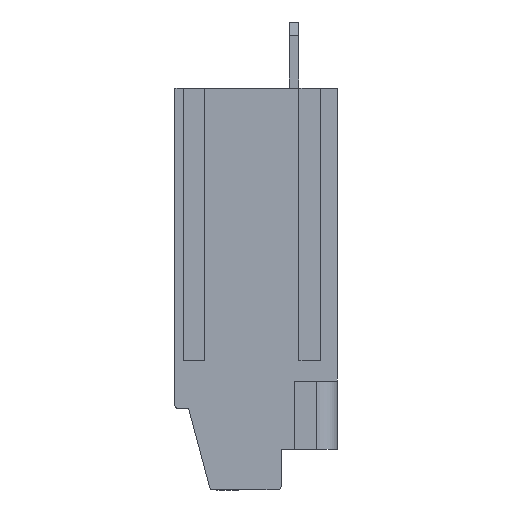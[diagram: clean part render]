
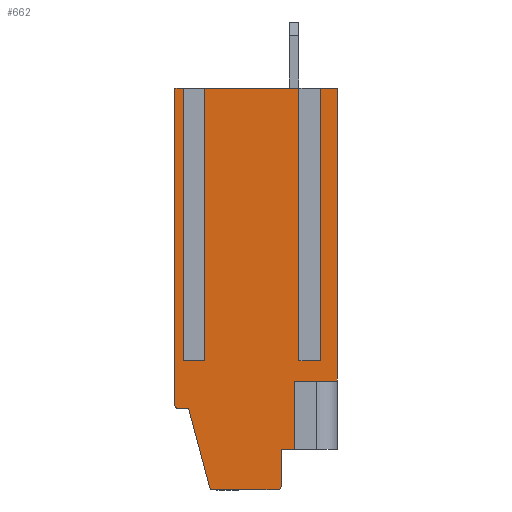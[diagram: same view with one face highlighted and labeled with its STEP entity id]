
A CAD part, left-side view. The second image highlights one B-rep face of the part: STEP entity #662.
In plain terms, the highlighted planar face has unit normal (-1, 0, 0).
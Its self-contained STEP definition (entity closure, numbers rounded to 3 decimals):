
#662 = ADVANCED_FACE( '', ( #1417 ), #1418, .T. );
#1417 = FACE_OUTER_BOUND( '', #2230, .T. );
#1418 = PLANE( '', #2231 );
#2230 = EDGE_LOOP( '', ( #4200, #4201, #4202, #4203, #4204, #4205, #4206, #4207, #4208, #4209, #4210, #4211, #4212, #4213, #4214, #4215, #4216, #4217, #4218, #4219, #4220 ) );
#2231 = AXIS2_PLACEMENT_3D( '', #4221, #4222, #4223 );
#4200 = ORIENTED_EDGE( '', *, *, #5616, .T. );
#4201 = ORIENTED_EDGE( '', *, *, #5617, .F. );
#4202 = ORIENTED_EDGE( '', *, *, #5618, .F. );
#4203 = ORIENTED_EDGE( '', *, *, #5579, .F. );
#4204 = ORIENTED_EDGE( '', *, *, #5098, .F. );
#4205 = ORIENTED_EDGE( '', *, *, #5101, .F. );
#4206 = ORIENTED_EDGE( '', *, *, #5251, .T. );
#4207 = ORIENTED_EDGE( '', *, *, #5578, .F. );
#4208 = ORIENTED_EDGE( '', *, *, #5242, .F. );
#4209 = ORIENTED_EDGE( '', *, *, #5548, .F. );
#4210 = ORIENTED_EDGE( '', *, *, #5619, .T. );
#4211 = ORIENTED_EDGE( '', *, *, #5576, .F. );
#4212 = ORIENTED_EDGE( '', *, *, #5372, .F. );
#4213 = ORIENTED_EDGE( '', *, *, #5391, .T. );
#4214 = ORIENTED_EDGE( '', *, *, #5332, .F. );
#4215 = ORIENTED_EDGE( '', *, *, #5491, .T. );
#4216 = ORIENTED_EDGE( '', *, *, #5620, .T. );
#4217 = ORIENTED_EDGE( '', *, *, #5412, .F. );
#4218 = ORIENTED_EDGE( '', *, *, #5511, .T. );
#4219 = ORIENTED_EDGE( '', *, *, #5608, .F. );
#4220 = ORIENTED_EDGE( '', *, *, #5483, .T. );
#4221 = CARTESIAN_POINT( '', ( -7.111, 64.274, -29.5 ) );
#4222 = DIRECTION( '', ( -1., 0., 0. ) );
#4223 = DIRECTION( '', ( 0., -1., 0. ) );
#5098 = EDGE_CURVE( '', #6247, #6249, #6250, .F. );
#5101 = EDGE_CURVE( '', #6253, #6247, #6254, .T. );
#5242 = EDGE_CURVE( '', #6468, #6463, #6470, .F. );
#5251 = EDGE_CURVE( '', #6253, #6483, #6484, .F. );
#5332 = EDGE_CURVE( '', #6604, #6599, #6606, .F. );
#5372 = EDGE_CURVE( '', #6660, #6662, #6663, .F. );
#5391 = EDGE_CURVE( '', #6660, #6599, #6687, .T. );
#5412 = EDGE_CURVE( '', #6714, #6709, #6716, .F. );
#5483 = EDGE_CURVE( '', #6799, #6817, #6819, .T. );
#5491 = EDGE_CURVE( '', #6604, #6829, #6831, .T. );
#5511 = EDGE_CURVE( '', #6714, #6854, #6856, .T. );
#5548 = EDGE_CURVE( '', #6904, #6468, #6906, .T. );
#5576 = EDGE_CURVE( '', #6662, #6937, #6938, .T. );
#5578 = EDGE_CURVE( '', #6463, #6483, #6940, .T. );
#5579 = EDGE_CURVE( '', #6249, #6941, #6942, .T. );
#5608 = EDGE_CURVE( '', #6799, #6854, #6973, .T. );
#5616 = EDGE_CURVE( '', #6817, #6981, #6982, .T. );
#5617 = EDGE_CURVE( '', #6983, #6981, #6984, .F. );
#5618 = EDGE_CURVE( '', #6941, #6983, #6985, .T. );
#5619 = EDGE_CURVE( '', #6904, #6937, #6986, .F. );
#5620 = EDGE_CURVE( '', #6829, #6709, #6987, .T. );
#6247 = VERTEX_POINT( '', #7871 );
#6249 = VERTEX_POINT( '', #7874 );
#6250 = LINE( '', #7875, #7876 );
#6253 = VERTEX_POINT( '', #7880 );
#6254 = LINE( '', #7881, #7882 );
#6463 = VERTEX_POINT( '', #8222 );
#6468 = VERTEX_POINT( '', #8229 );
#6470 = LINE( '', #8232, #8233 );
#6483 = VERTEX_POINT( '', #8252 );
#6484 = LINE( '', #8253, #8254 );
#6599 = VERTEX_POINT( '', #8436 );
#6604 = VERTEX_POINT( '', #8443 );
#6606 = LINE( '', #8446, #8447 );
#6660 = VERTEX_POINT( '', #8526 );
#6662 = VERTEX_POINT( '', #8529 );
#6663 = LINE( '', #8530, #8531 );
#6687 = CIRCLE( '', #8567, 0.3 );
#6709 = VERTEX_POINT( '', #8600 );
#6714 = VERTEX_POINT( '', #8607 );
#6716 = LINE( '', #8610, #8611 );
#6799 = VERTEX_POINT( '', #8730 );
#6817 = VERTEX_POINT( '', #8756 );
#6819 = LINE( '', #8759, #8760 );
#6829 = VERTEX_POINT( '', #8775 );
#6831 = LINE( '', #8778, #8779 );
#6854 = VERTEX_POINT( '', #8812 );
#6856 = CIRCLE( '', #8815, 0.3 );
#6904 = VERTEX_POINT( '', #8895 );
#6906 = LINE( '', #8898, #8899 );
#6937 = VERTEX_POINT( '', #8948 );
#6938 = LINE( '', #8949, #8950 );
#6940 = LINE( '', #8953, #8954 );
#6941 = VERTEX_POINT( '', #8955 );
#6942 = LINE( '', #8956, #8957 );
#6973 = LINE( '', #9004, #9005 );
#6981 = VERTEX_POINT( '', #9015 );
#6982 = LINE( '', #9016, #9017 );
#6983 = VERTEX_POINT( '', #9018 );
#6984 = LINE( '', #9019, #9020 );
#6985 = LINE( '', #9021, #9022 );
#6986 = LINE( '', #9023, #9024 );
#6987 = CIRCLE( '', #9025, 0.3 );
#7871 = CARTESIAN_POINT( '', ( -7.111, 61.186, -20. ) );
#7874 = CARTESIAN_POINT( '', ( -7.111, 61.186, 0. ) );
#7875 = CARTESIAN_POINT( '', ( -7.111, 61.186, -29.5 ) );
#7876 = VECTOR( '', #9481, 1000. );
#7880 = CARTESIAN_POINT( '', ( -7.111, 61.515, -20. ) );
#7881 = CARTESIAN_POINT( '', ( -7.111, 60.81, -20. ) );
#7882 = VECTOR( '', #9483, 1000. );
#8222 = CARTESIAN_POINT( '', ( -7.111, 69.686, 0. ) );
#8229 = CARTESIAN_POINT( '', ( -7.111, 69.686, -20. ) );
#8232 = CARTESIAN_POINT( '', ( -7.111, 69.686, -29.5 ) );
#8233 = VECTOR( '', #9610, 1000. );
#8252 = CARTESIAN_POINT( '', ( -7.111, 61.515, 0. ) );
#8253 = CARTESIAN_POINT( '', ( -7.111, 61.515, -8.5 ) );
#8254 = VECTOR( '', #9617, 1000. );
#8436 = CARTESIAN_POINT( '', ( -7.111, 70.95, -23.55 ) );
#8443 = CARTESIAN_POINT( '', ( -7.111, 70.25, -23.55 ) );
#8446 = CARTESIAN_POINT( '', ( -7.111, 71.05, -23.55 ) );
#8447 = VECTOR( '', #9696, 1000. );
#8526 = CARTESIAN_POINT( '', ( -7.111, 71.25, -23.25 ) );
#8529 = CARTESIAN_POINT( '', ( -7.111, 71.25, 0. ) );
#8530 = CARTESIAN_POINT( '', ( -7.111, 71.25, -5.7 ) );
#8531 = VECTOR( '', #9735, 1000. );
#8567 = AXIS2_PLACEMENT_3D( '', #9751, #9752, #9753 );
#8600 = CARTESIAN_POINT( '', ( -7.111, 68.426, -29.5 ) );
#8607 = CARTESIAN_POINT( '', ( -7.111, 63.75, -29.5 ) );
#8610 = CARTESIAN_POINT( '', ( -7.111, 68.367, -29.5 ) );
#8611 = VECTOR( '', #9768, 1000. );
#8730 = CARTESIAN_POINT( '', ( -7.111, 63.45, -26.5 ) );
#8756 = CARTESIAN_POINT( '', ( -7.111, 62.45, -26.5 ) );
#8759 = CARTESIAN_POINT( '', ( -7.111, 63.45, -26.5 ) );
#8760 = VECTOR( '', #9838, 1000. );
#8775 = CARTESIAN_POINT( '', ( -7.111, 68.715, -29.278 ) );
#8778 = CARTESIAN_POINT( '', ( -7.111, 68.362, -30.595 ) );
#8779 = VECTOR( '', #9845, 1000. );
#8812 = CARTESIAN_POINT( '', ( -7.111, 63.45, -29.2 ) );
#8815 = AXIS2_PLACEMENT_3D( '', #9863, #9864, #9865 );
#8895 = CARTESIAN_POINT( '', ( -7.111, 70.015, -20. ) );
#8898 = CARTESIAN_POINT( '', ( -7.111, 69.32, -20. ) );
#8899 = VECTOR( '', #9898, 1000. );
#8948 = CARTESIAN_POINT( '', ( -7.111, 70.015, 0. ) );
#8949 = CARTESIAN_POINT( '', ( -7.111, 69.184, 0. ) );
#8950 = VECTOR( '', #9917, 1000. );
#8953 = CARTESIAN_POINT( '', ( -7.111, 69.184, 0. ) );
#8954 = VECTOR( '', #9919, 1000. );
#8955 = CARTESIAN_POINT( '', ( -7.111, 59.35, 0. ) );
#8956 = CARTESIAN_POINT( '', ( -7.111, 69.184, 0. ) );
#8957 = VECTOR( '', #9920, 1000. );
#9004 = CARTESIAN_POINT( '', ( -7.111, 63.45, -29.5 ) );
#9005 = VECTOR( '', #9937, 1000. );
#9015 = CARTESIAN_POINT( '', ( -7.111, 62.45, -21.5 ) );
#9016 = CARTESIAN_POINT( '', ( -7.111, 62.45, -25.525 ) );
#9017 = VECTOR( '', #9940, 1000. );
#9018 = CARTESIAN_POINT( '', ( -7.111, 59.35, -21.5 ) );
#9019 = CARTESIAN_POINT( '', ( -7.111, 71.05, -21.5 ) );
#9020 = VECTOR( '', #9941, 1000. );
#9021 = CARTESIAN_POINT( '', ( -7.111, 59.35, -29.5 ) );
#9022 = VECTOR( '', #9942, 1000. );
#9023 = CARTESIAN_POINT( '', ( -7.111, 70.015, -8.5 ) );
#9024 = VECTOR( '', #9943, 1000. );
#9025 = AXIS2_PLACEMENT_3D( '', #9944, #9945, #9946 );
#9481 = DIRECTION( '', ( 0., 0., -1. ) );
#9483 = DIRECTION( '', ( 0., -1., 0. ) );
#9610 = DIRECTION( '', ( 0., 0., -1. ) );
#9617 = DIRECTION( '', ( 0., 0., -1. ) );
#9696 = DIRECTION( '', ( 0., -1., 0. ) );
#9735 = DIRECTION( '', ( 0., 0., -1. ) );
#9751 = CARTESIAN_POINT( '', ( -7.111, 70.95, -23.25 ) );
#9752 = DIRECTION( '', ( -1., 0., 0. ) );
#9753 = DIRECTION( '', ( 0., -1., 0. ) );
#9768 = DIRECTION( '', ( 0., -1., 0. ) );
#9838 = DIRECTION( '', ( 0., -1., 0. ) );
#9845 = DIRECTION( '', ( 0., -0.259, -0.966 ) );
#9863 = CARTESIAN_POINT( '', ( -7.111, 63.75, -29.2 ) );
#9864 = DIRECTION( '', ( -1., 0., 0. ) );
#9865 = DIRECTION( '', ( 0., -1., 0. ) );
#9898 = DIRECTION( '', ( 0., -1., 0. ) );
#9917 = DIRECTION( '', ( 0., -1., 0. ) );
#9919 = DIRECTION( '', ( 0., -1., 0. ) );
#9920 = DIRECTION( '', ( 0., -1., 0. ) );
#9937 = DIRECTION( '', ( 0., 0., -1. ) );
#9940 = DIRECTION( '', ( 0., 0., 1. ) );
#9941 = DIRECTION( '', ( 0., -1., 0. ) );
#9942 = DIRECTION( '', ( 0., 0., -1. ) );
#9943 = DIRECTION( '', ( 0., 0., -1. ) );
#9944 = CARTESIAN_POINT( '', ( -7.111, 68.426, -29.2 ) );
#9945 = DIRECTION( '', ( -1., 0., 0. ) );
#9946 = DIRECTION( '', ( 0., -1., 0. ) );
